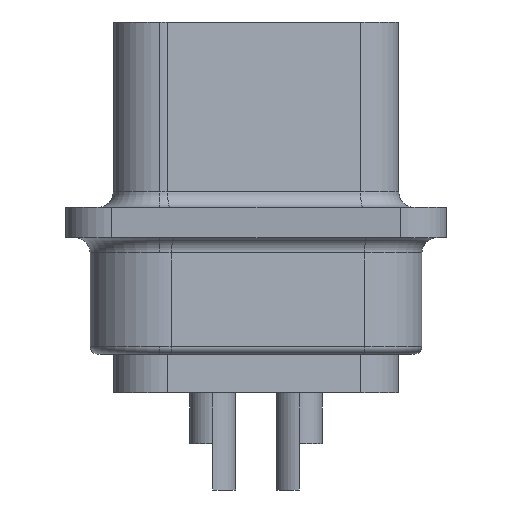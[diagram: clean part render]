
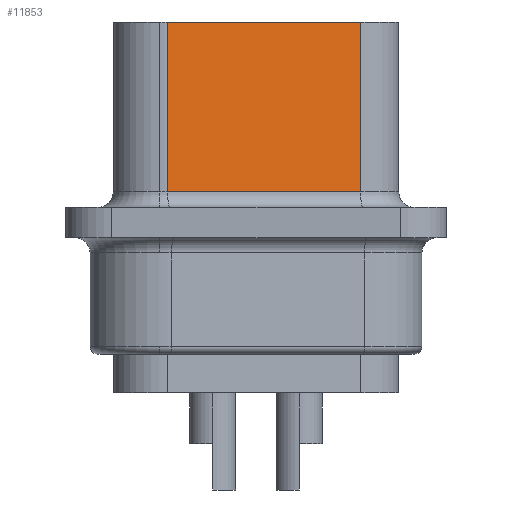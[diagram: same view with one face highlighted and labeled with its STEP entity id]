
A CAD part, left-side view. The second image highlights one B-rep face of the part: STEP entity #11853.
In plain terms, the highlighted planar face has unit normal (-0.985, -0.174, 0).
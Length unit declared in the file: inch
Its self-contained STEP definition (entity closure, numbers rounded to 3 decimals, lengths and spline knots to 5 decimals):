
#221 = AXIS2_PLACEMENT_3D ( 'NONE', #1696, #15733, #1607 ) ;
#356 = DIRECTION ( 'NONE',  ( 0., 0., -1. ) ) ;
#1430 = CARTESIAN_POINT ( 'NONE',  ( -0.48092, -0.13542, 0.25966 ) ) ;
#1607 = DIRECTION ( 'NONE',  ( -0.174, 0.985, 0. ) ) ;
#1696 = CARTESIAN_POINT ( 'NONE',  ( -0.525, 0.11458, 0.25966 ) ) ;
#2476 = EDGE_LOOP ( 'NONE', ( #8667, #5303, #9871, #10745 ) ) ;
#2827 = VERTEX_POINT ( 'NONE', #13075 ) ;
#3416 = LINE ( 'NONE', #4930, #7776 ) ;
#4348 = LINE ( 'NONE', #1430, #14903 ) ;
#4502 = CARTESIAN_POINT ( 'NONE',  ( -0.525, 0.11458, 0.25966 ) ) ;
#4524 = VERTEX_POINT ( 'NONE', #9046 ) ;
#4754 = DIRECTION ( 'NONE',  ( 0., 0., -1. ) ) ;
#4930 = CARTESIAN_POINT ( 'NONE',  ( -0.525, 0.11458, 0.25966 ) ) ;
#5303 = ORIENTED_EDGE ( 'NONE', *, *, #7242, .T. ) ;
#7242 = EDGE_CURVE ( 'NONE', #12713, #9756, #15105, .T. ) ;
#7776 = VECTOR ( 'NONE', #356, 39.37008 ) ;
#8667 = ORIENTED_EDGE ( 'NONE', *, *, #12821, .T. ) ;
#9046 = CARTESIAN_POINT ( 'NONE',  ( -0.525, 0.11458, 0.25966 ) ) ;
#9375 = PLANE ( 'NONE',  #221 ) ;
#9756 = VERTEX_POINT ( 'NONE', #16588 ) ;
#9871 = ORIENTED_EDGE ( 'NONE', *, *, #10752, .F. ) ;
#9999 = VECTOR ( 'NONE', #17017, 39.37008 ) ;
#10316 = DIRECTION ( 'NONE',  ( 0.174, -0.985, 0. ) ) ;
#10745 = ORIENTED_EDGE ( 'NONE', *, *, #20184, .F. ) ;
#10752 = EDGE_CURVE ( 'NONE', #2827, #9756, #4348, .T. ) ;
#11853 = ADVANCED_FACE ( 'NONE', ( #18743 ), #9375, .F. ) ;
#12325 = LINE ( 'NONE', #4502, #9999 ) ;
#12713 = VERTEX_POINT ( 'NONE', #17055 ) ;
#12821 = EDGE_CURVE ( 'NONE', #4524, #12713, #3416, .T. ) ;
#13075 = CARTESIAN_POINT ( 'NONE',  ( -0.48092, -0.13542, 0.25966 ) ) ;
#14903 = VECTOR ( 'NONE', #4754, 39.37008 ) ;
#15105 = LINE ( 'NONE', #19688, #19668 ) ;
#15733 = DIRECTION ( 'NONE',  ( 0.985, 0.174, 0. ) ) ;
#16588 = CARTESIAN_POINT ( 'NONE',  ( -0.48092, -0.13542, 0.0395 ) ) ;
#17017 = DIRECTION ( 'NONE',  ( 0.174, -0.985, 0. ) ) ;
#17055 = CARTESIAN_POINT ( 'NONE',  ( -0.525, 0.11458, 0.0395 ) ) ;
#18743 = FACE_OUTER_BOUND ( 'NONE', #2476, .T. ) ;
#19668 = VECTOR ( 'NONE', #10316, 39.37008 ) ;
#19688 = CARTESIAN_POINT ( 'NONE',  ( -0.48092, -0.13542, 0.0395 ) ) ;
#20184 = EDGE_CURVE ( 'NONE', #4524, #2827, #12325, .T. ) ;
